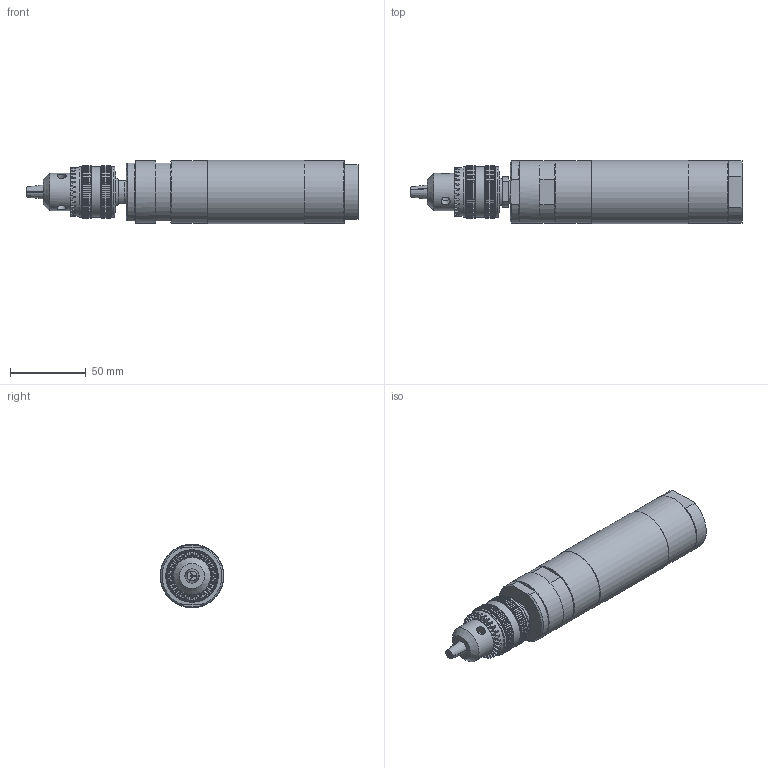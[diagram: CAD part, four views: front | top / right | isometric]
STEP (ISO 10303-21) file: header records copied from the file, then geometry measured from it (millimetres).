
FILE_DESCRIPTION(/* description */ (''),/* implementation_level */ '2;1');
FILE_NAME(/* name */ 'EBMU 23-1000 B_60009347.stp',/* time_stamp */ '2019-01-14T10:26:59+01:00',/* author */ ('flambert'),/* organization */ (''),/* preprocessor_version */ 'ST-DEVELOPER v17',/* originating_system */ 'Autodesk Inventor 2018',/* authorisation */ '');
FILE_SCHEMA (('AUTOMOTIVE_DESIGN { 1 0 10303 214 3 1 1 }'));
Length unit declared in the file: millimetre
Products named in the file (1): EBMU 23-1000 B_60009347
Bounding box: 218.7 x 42 x 42 mm (x, y, z)
Volume: 238586.3 mm3; surface area: 33266.8 mm2
Topology: 1 solids, 1 shells, 1354 faces, 3245 edges, 1912 vertices
Faces by surface type: plane 675, cone 386, cylinder 284, bspline 7, torus 2
Full cylindrical faces by diameter (mm): 1.5 x1, 6 x3, 11.445 x3, 14.95 x1, 16 x1, 24.5 x1, 27.47 x1, 32 x1, 33.5 x3, 36 x1, 41.5 x3, 42 x1
Entity records: 40640 total; most frequent: CARTESIAN_POINT 9594, ORIENTED_EDGE 6484, DIRECTION 6207, EDGE_CURVE 3242, AXIS2_PLACEMENT_3D 2443, VERTEX_POINT 1912, EDGE_LOOP 1376, FACE_OUTER_BOUND 1354
